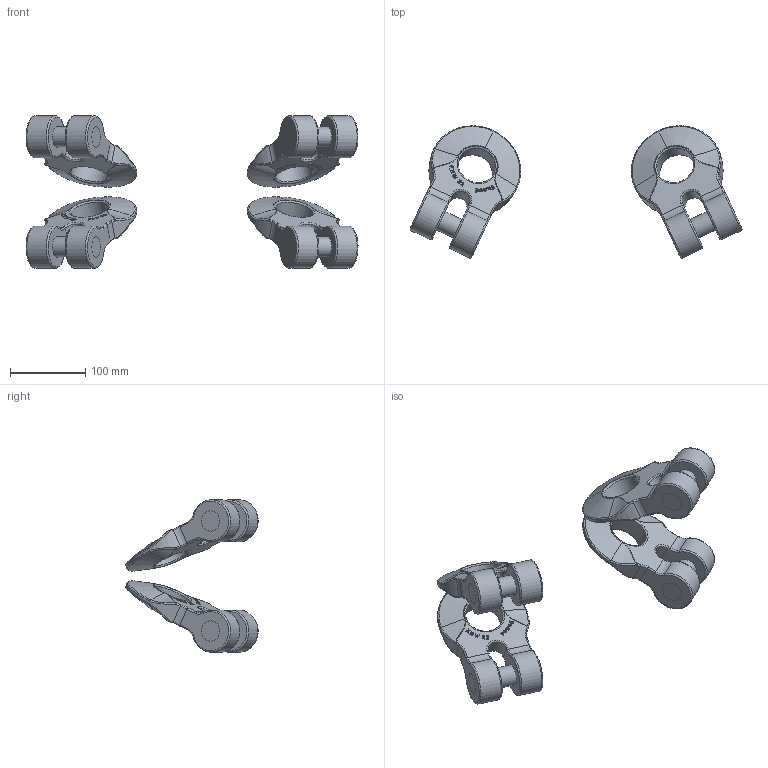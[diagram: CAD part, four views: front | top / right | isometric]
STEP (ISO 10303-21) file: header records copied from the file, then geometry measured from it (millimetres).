
FILE_DESCRIPTION(/* description */ (''),/* implementation_level */ '2;1');
FILE_NAME(/* name */ 'pewag_KAGW_4-22',/* time_stamp */ '2010-03-01T15:54:10+01:00',/* author */ (''),/* organization */ (''),/* preprocessor_version */ 'ST-DEVELOPER v9',/* originating_system */ 'UGS - NX 4.0',/* authorisation */ '');
FILE_SCHEMA (('AUTOMOTIVE_DESIGN { 1 0 10303 214 1 1 1 1 }'));
Length unit declared in the file: millimetre
Products named in the file (1): ritC3FEldfk
Bounding box: 440.78 x 175.39 x 202.3 mm (x, y, z)
Volume: 1527930.3 mm3; surface area: 244618.7 mm2
Topology: 8 solids, 8 shells, 1076 faces, 2800 edges, 1784 vertices
Faces by surface type: extrusion 396, plane 384, bspline 96, torus 96, cylinder 88, sphere 16
Full cylindrical faces by diameter (mm): 27 x12, 50 x4
Entity records: 40792 total; most frequent: CARTESIAN_POINT 17101, ORIENTED_EDGE 5520, DIRECTION 3450, EDGE_CURVE 2760, VERTEX_POINT 1784, B_SPLINE_CURVE_WITH_KNOTS 1664, VECTOR 1496, EDGE_LOOP 1184
